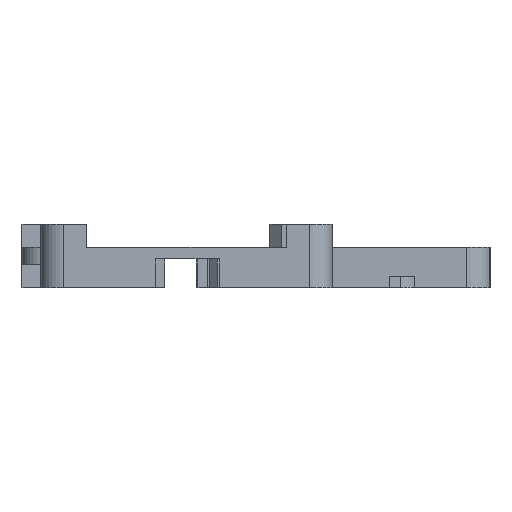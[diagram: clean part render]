
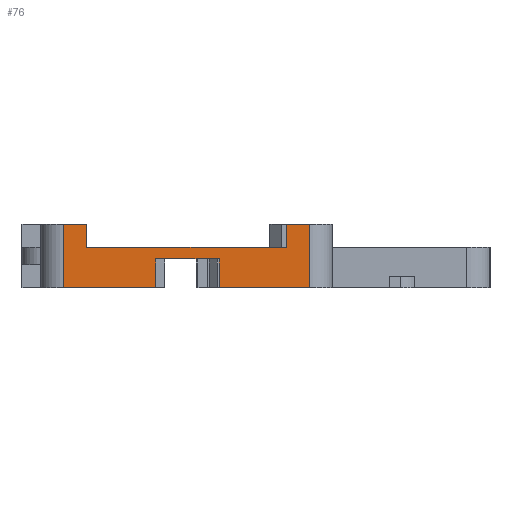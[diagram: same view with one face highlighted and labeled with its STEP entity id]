
A CAD part, front view. The second image highlights one B-rep face of the part: STEP entity #76.
In plain terms, the highlighted planar face has unit normal (0, -1, 0).
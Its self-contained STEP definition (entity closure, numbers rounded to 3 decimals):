
#76=ADVANCED_FACE('',(#743),#745,.T.);
#743=FACE_BOUND('',#744,.T.);
#744=EDGE_LOOP('',(#3431,#3432,#3433,#3434,#3435,#3436,#3437,#3438,#3439,#3440,#3441,
#3442));
#745=PLANE('',#746);
#746=AXIS2_PLACEMENT_3D('',#747,#748,#749);
#747=CARTESIAN_POINT('',(0.,-68.062,0.));
#748=DIRECTION('',(0.,-1.,0.));
#749=DIRECTION('',(0.,0.,1.));
#3431=ORIENTED_EDGE('',*,*,#5268,.F.);
#3432=ORIENTED_EDGE('',*,*,#5269,.F.);
#3433=ORIENTED_EDGE('',*,*,#5270,.F.);
#3434=ORIENTED_EDGE('',*,*,#5271,.F.);
#3435=ORIENTED_EDGE('',*,*,#5272,.F.);
#3436=ORIENTED_EDGE('',*,*,#5273,.F.);
#3437=ORIENTED_EDGE('',*,*,#5274,.F.);
#3438=ORIENTED_EDGE('',*,*,#5275,.F.);
#3439=ORIENTED_EDGE('',*,*,#5276,.F.);
#3440=ORIENTED_EDGE('',*,*,#5021,.F.);
#3441=ORIENTED_EDGE('',*,*,#5267,.F.);
#3442=ORIENTED_EDGE('',*,*,#5277,.F.);
#5021=EDGE_CURVE('',#6012,#6014,#6015,.T.);
#5267=EDGE_CURVE('',#6479,#6012,#6481,.T.);
#5268=EDGE_CURVE('',#6482,#6483,#6484,.T.);
#5269=EDGE_CURVE('',#6485,#6482,#6486,.F.);
#5270=EDGE_CURVE('',#6487,#6485,#6488,.F.);
#5271=EDGE_CURVE('',#6489,#6487,#6490,.F.);
#5272=EDGE_CURVE('',#6491,#6489,#6492,.F.);
#5273=EDGE_CURVE('',#6493,#6491,#6494,.F.);
#5274=EDGE_CURVE('',#6495,#6493,#6496,.T.);
#5275=EDGE_CURVE('',#6497,#6495,#6498,.T.);
#5276=EDGE_CURVE('',#6014,#6497,#6499,.T.);
#5277=EDGE_CURVE('',#6483,#6479,#6500,.T.);
#6012=VERTEX_POINT('',#7733);
#6014=VERTEX_POINT('',#7737);
#6015=LINE('',#7738,#7739);
#6479=VERTEX_POINT('',#8800);
#6481=LINE('',#8804,#8805);
#6482=VERTEX_POINT('',#8807);
#6483=VERTEX_POINT('',#8808);
#6484=LINE('',#8809,#8810);
#6485=VERTEX_POINT('',#8812);
#6486=LINE('',#8813,#8814);
#6487=VERTEX_POINT('',#8816);
#6488=LINE('',#8817,#8818);
#6489=VERTEX_POINT('',#8820);
#6490=LINE('',#8821,#8822);
#6491=VERTEX_POINT('',#8824);
#6492=LINE('',#8825,#8826);
#6493=VERTEX_POINT('',#8828);
#6494=LINE('',#8829,#8830);
#6495=VERTEX_POINT('',#8832);
#6496=LINE('',#8833,#8834);
#6497=VERTEX_POINT('',#8836);
#6498=LINE('',#8837,#8838);
#6499=LINE('',#8840,#8841);
#6500=LINE('',#8843,#8844);
#7733=CARTESIAN_POINT('',(-15.929,-68.062,3.5));
#7737=CARTESIAN_POINT('',(1.271,-68.062,3.5));
#7738=CARTESIAN_POINT('',(-15.929,-68.062,3.5));
#7739=VECTOR('',#7740,1.);
#7740=DIRECTION('',(1.,0.,0.));
#8800=CARTESIAN_POINT('',(-15.929,-68.062,5.5));
#8804=CARTESIAN_POINT('',(-15.929,-68.062,5.5));
#8805=VECTOR('',#8806,1.);
#8806=DIRECTION('',(0.,0.,-1.));
#8807=CARTESIAN_POINT('',(-17.929,-68.062,0.));
#8808=CARTESIAN_POINT('',(-17.929,-68.062,5.5));
#8809=CARTESIAN_POINT('',(-17.929,-68.062,0.));
#8810=VECTOR('',#8811,1.);
#8811=DIRECTION('',(0.,0.,1.));
#8812=CARTESIAN_POINT('',(-10.001,-68.062,0.));
#8813=CARTESIAN_POINT('',(-17.929,-68.062,0.));
#8814=VECTOR('',#8815,1.);
#8815=DIRECTION('',(1.,0.,0.));
#8816=CARTESIAN_POINT('',(-10.001,-68.062,2.5));
#8817=CARTESIAN_POINT('',(-10.001,-68.062,0.));
#8818=VECTOR('',#8819,1.);
#8819=DIRECTION('',(0.,0.,1.));
#8820=CARTESIAN_POINT('',(-4.501,-68.062,2.5));
#8821=CARTESIAN_POINT('',(-10.001,-68.062,2.5));
#8822=VECTOR('',#8823,1.);
#8823=DIRECTION('',(1.,0.,0.));
#8824=CARTESIAN_POINT('',(-4.501,-68.062,0.));
#8825=CARTESIAN_POINT('',(-4.501,-68.062,2.5));
#8826=VECTOR('',#8827,1.);
#8827=DIRECTION('',(0.,0.,-1.));
#8828=CARTESIAN_POINT('',(3.271,-68.062,0.));
#8829=CARTESIAN_POINT('',(-4.501,-68.062,0.));
#8830=VECTOR('',#8831,1.);
#8831=DIRECTION('',(1.,0.,0.));
#8832=CARTESIAN_POINT('',(3.271,-68.062,5.5));
#8833=CARTESIAN_POINT('',(3.271,-68.062,5.5));
#8834=VECTOR('',#8835,1.);
#8835=DIRECTION('',(0.,0.,-1.));
#8836=CARTESIAN_POINT('',(1.271,-68.062,5.5));
#8837=CARTESIAN_POINT('',(1.271,-68.062,5.5));
#8838=VECTOR('',#8839,1.);
#8839=DIRECTION('',(1.,0.,0.));
#8840=CARTESIAN_POINT('',(1.271,-68.062,3.5));
#8841=VECTOR('',#8842,1.);
#8842=DIRECTION('',(0.,0.,1.));
#8843=CARTESIAN_POINT('',(-17.929,-68.062,5.5));
#8844=VECTOR('',#8845,1.);
#8845=DIRECTION('',(1.,0.,0.));
